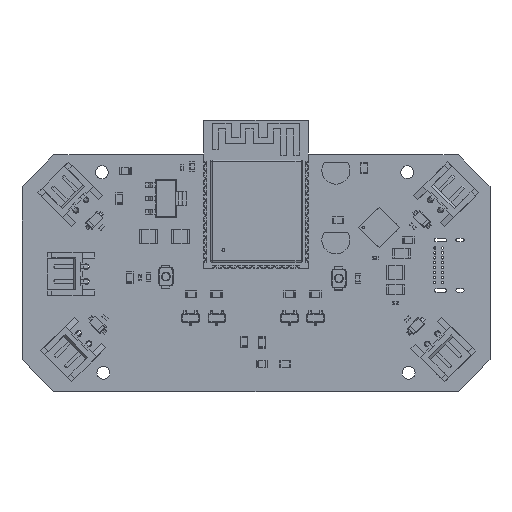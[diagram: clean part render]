
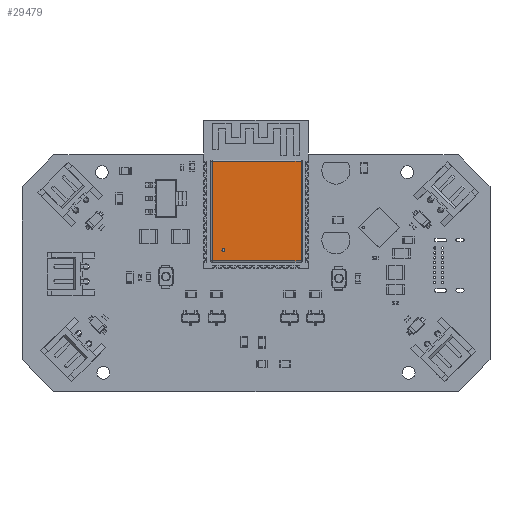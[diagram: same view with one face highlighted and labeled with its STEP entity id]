
A CAD part, top view. The second image highlights one B-rep face of the part: STEP entity #29479.
In plain terms, the highlighted planar face has unit normal (0, 0, 1).
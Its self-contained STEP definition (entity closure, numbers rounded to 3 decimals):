
#29303 = VERTEX_POINT('',#29304);
#29304 = CARTESIAN_POINT('',(-7.55,5.65,3.1));
#29311 = EDGE_CURVE('',#29303,#29312,#29314,.T.);
#29312 = VERTEX_POINT('',#29313);
#29313 = CARTESIAN_POINT('',(7.75,5.65,3.1));
#29314 = LINE('',#29315,#29316);
#29315 = CARTESIAN_POINT('',(-7.8,5.65,3.1));
#29316 = VECTOR('',#29317,1.);
#29317 = DIRECTION('',(1.,0.,0.));
#29479 = ADVANCED_FACE('',(#29480,#29505),#29516,.T.);
#29480 = FACE_BOUND('',#29481,.T.);
#29481 = EDGE_LOOP('',(#29482,#29492,#29498,#29499));
#29482 = ORIENTED_EDGE('',*,*,#29483,.F.);
#29483 = EDGE_CURVE('',#29484,#29486,#29488,.T.);
#29484 = VERTEX_POINT('',#29485);
#29485 = CARTESIAN_POINT('',(7.75,-11.45,3.1));
#29486 = VERTEX_POINT('',#29487);
#29487 = CARTESIAN_POINT('',(-7.55,-11.45,3.1));
#29488 = LINE('',#29489,#29490);
#29489 = CARTESIAN_POINT('',(8.,-11.45,3.1));
#29490 = VECTOR('',#29491,1.);
#29491 = DIRECTION('',(-1.,0.,0.));
#29492 = ORIENTED_EDGE('',*,*,#29493,.F.);
#29493 = EDGE_CURVE('',#29312,#29484,#29494,.T.);
#29494 = LINE('',#29495,#29496);
#29495 = CARTESIAN_POINT('',(7.75,5.9,3.1));
#29496 = VECTOR('',#29497,1.);
#29497 = DIRECTION('',(0.,-1.,0.));
#29498 = ORIENTED_EDGE('',*,*,#29311,.F.);
#29499 = ORIENTED_EDGE('',*,*,#29500,.F.);
#29500 = EDGE_CURVE('',#29486,#29303,#29501,.T.);
#29501 = LINE('',#29502,#29503);
#29502 = CARTESIAN_POINT('',(-7.55,-11.7,3.1));
#29503 = VECTOR('',#29504,1.);
#29504 = DIRECTION('',(0.,1.,0.));
#29505 = FACE_BOUND('',#29506,.T.);
#29506 = EDGE_LOOP('',(#29507));
#29507 = ORIENTED_EDGE('',*,*,#29508,.F.);
#29508 = EDGE_CURVE('',#29509,#29509,#29511,.T.);
#29509 = VERTEX_POINT('',#29510);
#29510 = CARTESIAN_POINT('',(-5.35,-9.6,3.1));
#29511 = CIRCLE('',#29512,0.25);
#29512 = AXIS2_PLACEMENT_3D('',#29513,#29514,#29515);
#29513 = CARTESIAN_POINT('',(-5.6,-9.6,3.1));
#29514 = DIRECTION('',(0.,0.,1.));
#29515 = DIRECTION('',(1.,0.,-0.));
#29516 = PLANE('',#29517);
#29517 = AXIS2_PLACEMENT_3D('',#29518,#29519,#29520);
#29518 = CARTESIAN_POINT('',(0.1,-2.9,3.1));
#29519 = DIRECTION('',(0.,0.,1.));
#29520 = DIRECTION('',(1.,0.,-0.));
